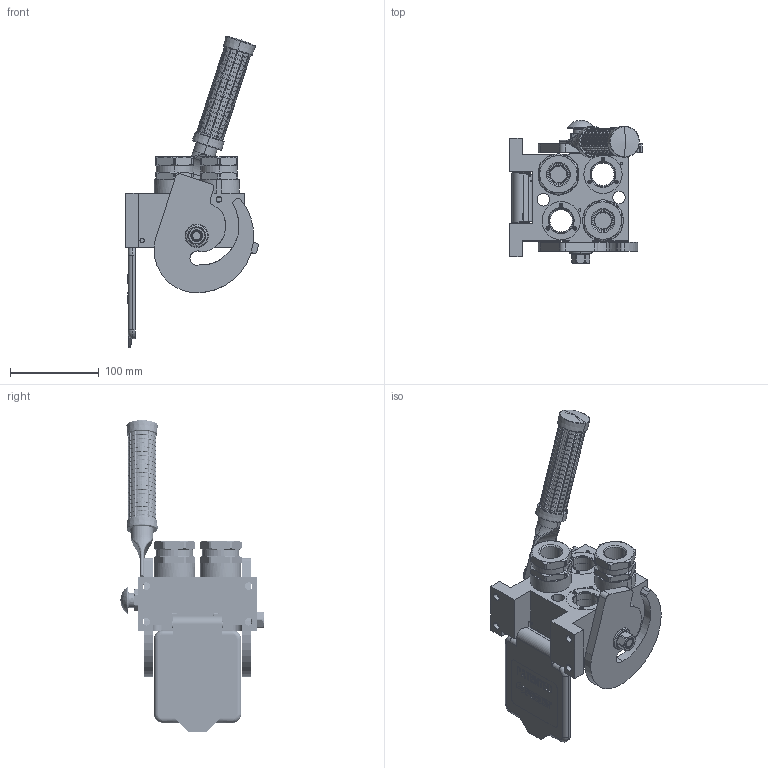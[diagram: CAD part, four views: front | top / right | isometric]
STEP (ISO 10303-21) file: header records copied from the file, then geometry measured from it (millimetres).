
FILE_DESCRIPTION (( 'STEP AP214' ), '1' );
FILE_NAME ('FASTER.step', '2025-11-24T17:04:39', ( '' ), ( '' ), 'SwSTEP 2.0', 'SolidWorks 2017', '' );
FILE_SCHEMA (( 'AUTOMOTIVE_DESIGN' ));
Length unit declared in the file: millimetre
Products named in the file (31): 2ffnb34_gas_f; 4830_001_0005_301; 4810_001_0001_014; sicura_p5; 4150_072_1000_200; 4830_025_0000_001; 4850_024_6001_000; 4830_025_1000_000; curs_molla_34; or2_62x17_86; 4830_020_0000_033; 4830_022_0000_011; et011; 4830_070_0000_001; FASTER; 4820_001_0004_000; 4850_024_6002_020; 4850_024_5001_010; 4830_025_2000_000; 4850_024_0000_012; or1_5x7_m; A_2ffnb34_gas_f; 1540_080_0012_000; 4820_024_1002_011; 4850_024_6001_000_ASM; 4850_024_6001_021; 0048_042_0412_000; 4250_014_1000_000; P510_F_ALB_BASE; 4830_001_0005_300
Assembly tree (34 placements, depth 4):
  FASTER
    P510_F_ALB_BASE
      4830_020_0000_033
      4830_025_1000_000
      4820_001_0004_000
      4810_001_0001_014
      4830_022_0000_011
      4830_070_0000_001
      4830_001_0005_300
      4830_001_0005_301
      or2_62x17_86  x2
    A_2ffnb34_gas_f  x2
      curs_molla_34
        4150_072_1000_200
        4250_014_1000_000
      2ffnb34_gas_f
        2ffnb34_gas_f
    4850_024_6001_000
      4850_024_6001_000_ASM
        4850_024_5001_010
        4850_024_6001_021
        4820_024_1002_011
      sicura_p5
        4830_025_0000_001
        or1_5x7_m
        0048_042_0412_000
      4850_024_6002_020
      4850_024_0000_012
      1540_080_0012_000
      4830_025_2000_000
      or2_62x17_86  x2
    et011
Bounding box: 148.95 x 160.93 x 350 mm (x, y, z)
Volume: 247124.9 mm3; surface area: 313783.2 mm2
Topology: 23 solids, 47 shells, 4806 faces, 12923 edges, 8295 vertices
Faces by surface type: plane 2124, cylinder 1691, torus 465, cone 262, bspline 233, sphere 31
Entity records: 195431 total; most frequent: CARTESIAN_POINT 83139, ORIENTED_EDGE 24049, DIRECTION 20328, EDGE_CURVE 12119, VERTEX_POINT 7801, VECTOR 7182, LINE 7182, AXIS2_PLACEMENT_3D 6573
